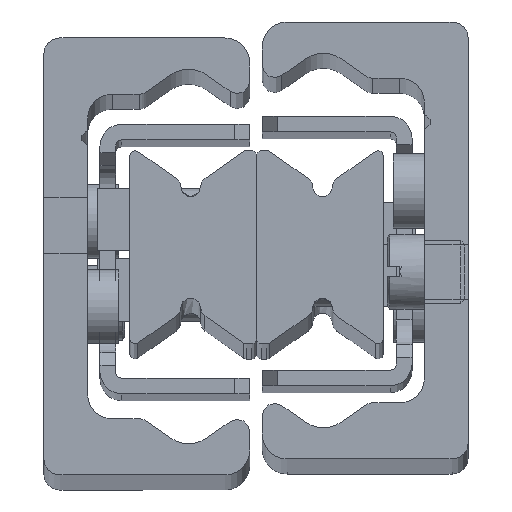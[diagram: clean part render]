
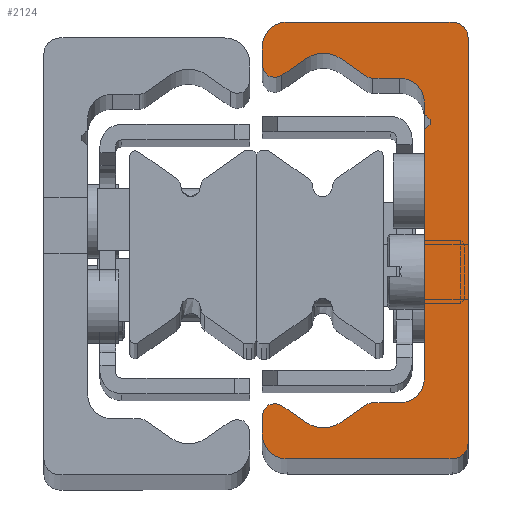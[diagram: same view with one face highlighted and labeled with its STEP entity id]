
A CAD part, top view. The second image highlights one B-rep face of the part: STEP entity #2124.
In plain terms, the highlighted face is planar.
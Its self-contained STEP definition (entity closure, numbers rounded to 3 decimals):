
#1129=CARTESIAN_POINT('',(-0.001,1.3,0.0));
#1130=VERTEX_POINT('',#1129);
#1137=CARTESIAN_POINT('',(1.299,0.,0.0));
#1138=VERTEX_POINT('',#1137);
#1139=CARTESIAN_POINT('',(1.299,1.3,0.0));
#1140=DIRECTION('',(0.0,0.0,1.0));
#1141=DIRECTION('',(-1.0,0.0,0.0));
#1142=AXIS2_PLACEMENT_3D('',#1139,#1140,#1141);
#1143=CIRCLE('',#1142,1.3);
#1144=EDGE_CURVE('',#1130,#1138,#1143,.T.);
#1168=CARTESIAN_POINT('',(-0.001,33.7,0.0));
#1169=VERTEX_POINT('',#1168);
#1176=CARTESIAN_POINT('',(-0.001,33.7,0.0));
#1177=DIRECTION('',(0.0,-1.0,0.0));
#1178=VECTOR('',#1177,32.4);
#1179=LINE('',#1176,#1178);
#1180=EDGE_CURVE('',#1169,#1130,#1179,.T.);
#1239=CARTESIAN_POINT('',(1.299,35.0,0.0));
#1240=VERTEX_POINT('',#1239);
#1247=CARTESIAN_POINT('',(1.299,33.7,0.0));
#1248=DIRECTION('',(0.0,0.0,1.0));
#1249=DIRECTION('',(0.0,1.0,0.0));
#1250=AXIS2_PLACEMENT_3D('',#1247,#1248,#1249);
#1251=CIRCLE('',#1250,1.3);
#1252=EDGE_CURVE('',#1240,#1169,#1251,.T.);
#1271=CARTESIAN_POINT('',(14.499,35.0,0.0));
#1272=VERTEX_POINT('',#1271);
#1279=CARTESIAN_POINT('',(14.499,35.0,0.0));
#1280=DIRECTION('',(-1.0,0.0,0.0));
#1281=VECTOR('',#1280,13.2);
#1282=LINE('',#1279,#1281);
#1283=EDGE_CURVE('',#1272,#1240,#1282,.T.);
#1303=CARTESIAN_POINT('',(16.499,33.0,0.0));
#1304=VERTEX_POINT('',#1303);
#1311=CARTESIAN_POINT('',(14.499,33.0,0.0));
#1312=DIRECTION('',(0.0,0.0,1.0));
#1313=DIRECTION('',(1.0,0.0,0.0));
#1314=AXIS2_PLACEMENT_3D('',#1311,#1312,#1313);
#1315=CIRCLE('',#1314,2.0);
#1316=EDGE_CURVE('',#1304,#1272,#1315,.T.);
#1335=CARTESIAN_POINT('',(16.499,31.542,0.0));
#1336=VERTEX_POINT('',#1335);
#1343=CARTESIAN_POINT('',(16.499,31.542,0.0));
#1344=DIRECTION('',(0.0,1.0,0.0));
#1345=VECTOR('',#1344,1.458);
#1346=LINE('',#1343,#1345);
#1347=EDGE_CURVE('',#1336,#1304,#1346,.T.);
#1367=CARTESIAN_POINT('',(14.926,30.723,0.0));
#1368=VERTEX_POINT('',#1367);
#1375=CARTESIAN_POINT('',(15.499,31.542,0.0));
#1376=DIRECTION('',(0.0,0.0,1.0));
#1377=DIRECTION('',(-0.574,-0.819,0.0));
#1378=AXIS2_PLACEMENT_3D('',#1375,#1376,#1377);
#1379=CIRCLE('',#1378,1.);
#1380=EDGE_CURVE('',#1368,#1336,#1379,.T.);
#1399=CARTESIAN_POINT('',(13.033,32.048,0.0));
#1400=VERTEX_POINT('',#1399);
#1407=CARTESIAN_POINT('',(13.033,32.048,0.0));
#1408=DIRECTION('',(0.819,-0.574,0.0));
#1409=VECTOR('',#1408,2.31);
#1410=LINE('',#1407,#1409);
#1411=EDGE_CURVE('',#1400,#1368,#1410,.T.);
#1431=CARTESIAN_POINT('',(10.165,32.048,0.0));
#1432=VERTEX_POINT('',#1431);
#1439=CARTESIAN_POINT('',(11.599,30.0,0.0));
#1440=DIRECTION('',(0.0,0.0,-1.));
#1441=DIRECTION('',(-0.574,-0.819,0.0));
#1442=AXIS2_PLACEMENT_3D('',#1439,#1440,#1441);
#1443=CIRCLE('',#1442,2.5);
#1444=EDGE_CURVE('',#1432,#1400,#1443,.T.);
#1463=CARTESIAN_POINT('',(8.213,30.681,0.0));
#1464=VERTEX_POINT('',#1463);
#1471=CARTESIAN_POINT('',(8.213,30.681,0.0));
#1472=DIRECTION('',(0.819,0.574,0.0));
#1473=VECTOR('',#1472,2.383);
#1474=LINE('',#1471,#1473);
#1475=EDGE_CURVE('',#1464,#1432,#1474,.T.);
#1495=CARTESIAN_POINT('',(7.64,30.5,0.0));
#1496=VERTEX_POINT('',#1495);
#1503=CARTESIAN_POINT('',(7.64,31.5,0.0));
#1504=DIRECTION('',(0.0,0.0,1.0));
#1505=DIRECTION('',(0.0,-1.0,0.0));
#1506=AXIS2_PLACEMENT_3D('',#1503,#1504,#1505);
#1507=CIRCLE('',#1506,1.);
#1508=EDGE_CURVE('',#1496,#1464,#1507,.T.);
#1527=CARTESIAN_POINT('',(5.499,30.5,0.0));
#1528=VERTEX_POINT('',#1527);
#1535=CARTESIAN_POINT('',(5.499,30.5,0.0));
#1536=DIRECTION('',(1.0,0.0,0.0));
#1537=VECTOR('',#1536,2.14);
#1538=LINE('',#1535,#1537);
#1539=EDGE_CURVE('',#1528,#1496,#1538,.T.);
#1559=CARTESIAN_POINT('',(3.499,28.5,0.0));
#1560=VERTEX_POINT('',#1559);
#1567=CARTESIAN_POINT('',(5.499,28.5,0.0));
#1568=DIRECTION('',(0.0,0.0,-1.0));
#1569=DIRECTION('',(0.0,-1.0,0.0));
#1570=AXIS2_PLACEMENT_3D('',#1567,#1568,#1569);
#1571=CIRCLE('',#1570,2.0);
#1572=EDGE_CURVE('',#1560,#1528,#1571,.T.);
#1591=CARTESIAN_POINT('',(3.499,27.671,0.0));
#1592=VERTEX_POINT('',#1591);
#1599=CARTESIAN_POINT('',(3.499,27.671,0.0));
#1600=DIRECTION('',(0.0,1.0,0.0));
#1601=VECTOR('',#1600,0.829);
#1602=LINE('',#1599,#1601);
#1603=EDGE_CURVE('',#1592,#1560,#1602,.T.);
#1623=CARTESIAN_POINT('',(3.357,27.479,0.0));
#1624=VERTEX_POINT('',#1623);
#1631=CARTESIAN_POINT('',(3.299,27.671,0.0));
#1632=DIRECTION('',(0.0,0.0,1.0));
#1633=DIRECTION('',(0.286,-0.958,0.0));
#1634=AXIS2_PLACEMENT_3D('',#1631,#1632,#1633);
#1635=CIRCLE('',#1634,0.2);
#1636=EDGE_CURVE('',#1624,#1592,#1635,.T.);
#1656=CARTESIAN_POINT('',(3.357,26.521,0.0));
#1657=VERTEX_POINT('',#1656);
#1664=CARTESIAN_POINT('',(3.499,27.0,0.0));
#1665=DIRECTION('',(0.0,0.0,-1.));
#1666=DIRECTION('',(0.286,-0.958,0.0));
#1667=AXIS2_PLACEMENT_3D('',#1664,#1665,#1666);
#1668=CIRCLE('',#1667,0.5);
#1669=EDGE_CURVE('',#1657,#1624,#1668,.T.);
#1689=CARTESIAN_POINT('',(3.499,26.329,0.0));
#1690=VERTEX_POINT('',#1689);
#1697=CARTESIAN_POINT('',(3.299,26.329,0.0));
#1698=DIRECTION('',(0.0,0.0,1.0));
#1699=DIRECTION('',(1.0,0.0,0.0));
#1700=AXIS2_PLACEMENT_3D('',#1697,#1698,#1699);
#1701=CIRCLE('',#1700,0.2);
#1702=EDGE_CURVE('',#1690,#1657,#1701,.T.);
#1721=CARTESIAN_POINT('',(3.499,6.5,0.0));
#1722=VERTEX_POINT('',#1721);
#1729=CARTESIAN_POINT('',(3.499,6.5,0.0));
#1730=DIRECTION('',(0.0,1.0,0.0));
#1731=VECTOR('',#1730,19.829);
#1732=LINE('',#1729,#1731);
#1733=EDGE_CURVE('',#1722,#1690,#1732,.T.);
#1792=CARTESIAN_POINT('',(5.499,4.5,0.0));
#1793=VERTEX_POINT('',#1792);
#1800=CARTESIAN_POINT('',(5.499,6.5,0.0));
#1801=DIRECTION('',(0.0,0.0,-1.0));
#1802=DIRECTION('',(1.0,0.0,0.0));
#1803=AXIS2_PLACEMENT_3D('',#1800,#1801,#1802);
#1804=CIRCLE('',#1803,2.0);
#1805=EDGE_CURVE('',#1793,#1722,#1804,.T.);
#1824=CARTESIAN_POINT('',(7.64,4.5,0.0));
#1825=VERTEX_POINT('',#1824);
#1832=CARTESIAN_POINT('',(7.64,4.5,0.0));
#1833=DIRECTION('',(-1.0,0.0,0.0));
#1834=VECTOR('',#1833,2.14);
#1835=LINE('',#1832,#1834);
#1836=EDGE_CURVE('',#1825,#1793,#1835,.T.);
#1856=CARTESIAN_POINT('',(8.213,4.319,0.0));
#1857=VERTEX_POINT('',#1856);
#1864=CARTESIAN_POINT('',(7.64,3.5,0.0));
#1865=DIRECTION('',(0.0,0.0,1.0));
#1866=DIRECTION('',(0.574,0.819,0.0));
#1867=AXIS2_PLACEMENT_3D('',#1864,#1865,#1866);
#1868=CIRCLE('',#1867,1.);
#1869=EDGE_CURVE('',#1857,#1825,#1868,.T.);
#1888=CARTESIAN_POINT('',(10.165,2.952,0.0));
#1889=VERTEX_POINT('',#1888);
#1896=CARTESIAN_POINT('',(10.165,2.952,0.0));
#1897=DIRECTION('',(-0.819,0.574,0.0));
#1898=VECTOR('',#1897,2.383);
#1899=LINE('',#1896,#1898);
#1900=EDGE_CURVE('',#1889,#1857,#1899,.T.);
#1920=CARTESIAN_POINT('',(13.033,2.952,0.0));
#1921=VERTEX_POINT('',#1920);
#1928=CARTESIAN_POINT('',(11.599,5.,0.0));
#1929=DIRECTION('',(0.0,0.0,-1.));
#1930=DIRECTION('',(0.574,0.819,0.0));
#1931=AXIS2_PLACEMENT_3D('',#1928,#1929,#1930);
#1932=CIRCLE('',#1931,2.5);
#1933=EDGE_CURVE('',#1921,#1889,#1932,.T.);
#1952=CARTESIAN_POINT('',(14.926,4.277,0.0));
#1953=VERTEX_POINT('',#1952);
#1960=CARTESIAN_POINT('',(14.926,4.277,0.0));
#1961=DIRECTION('',(-0.819,-0.574,0.0));
#1962=VECTOR('',#1961,2.31);
#1963=LINE('',#1960,#1962);
#1964=EDGE_CURVE('',#1953,#1921,#1963,.T.);
#1984=CARTESIAN_POINT('',(16.499,3.458,0.0));
#1985=VERTEX_POINT('',#1984);
#1992=CARTESIAN_POINT('',(15.499,3.458,0.0));
#1993=DIRECTION('',(0.0,0.0,1.0));
#1994=DIRECTION('',(1.0,0.0,0.0));
#1995=AXIS2_PLACEMENT_3D('',#1992,#1993,#1994);
#1996=CIRCLE('',#1995,1.);
#1997=EDGE_CURVE('',#1985,#1953,#1996,.T.);
#2016=CARTESIAN_POINT('',(16.499,2.,0.0));
#2017=VERTEX_POINT('',#2016);
#2024=CARTESIAN_POINT('',(16.499,2.,0.0));
#2025=DIRECTION('',(0.0,1.0,0.0));
#2026=VECTOR('',#2025,1.458);
#2027=LINE('',#2024,#2026);
#2028=EDGE_CURVE('',#2017,#1985,#2027,.T.);
#2048=CARTESIAN_POINT('',(14.499,0.,0.0));
#2049=VERTEX_POINT('',#2048);
#2056=CARTESIAN_POINT('',(14.499,2.,0.0));
#2057=DIRECTION('',(0.0,0.0,1.0));
#2058=DIRECTION('',(0.0,-1.0,0.0));
#2059=AXIS2_PLACEMENT_3D('',#2056,#2057,#2058);
#2060=CIRCLE('',#2059,2.0);
#2061=EDGE_CURVE('',#2049,#2017,#2060,.T.);
#2079=CARTESIAN_POINT('',(1.299,0.,0.0));
#2080=DIRECTION('',(1.0,0.0,0.0));
#2081=VECTOR('',#2080,13.2);
#2082=LINE('',#2079,#2081);
#2083=EDGE_CURVE('',#1138,#2049,#2082,.T.);
#2089=CARTESIAN_POINT('',(5.933,17.534,0.0));
#2090=DIRECTION('',(0.0,0.0,1.0));
#2091=DIRECTION('',(1.0,0.0,0.0));
#2092=AXIS2_PLACEMENT_3D('',#2089,#2090,#2091);
#2093=PLANE('',#2092);
#2094=ORIENTED_EDGE('',*,*,#2083,.F.);
#2095=ORIENTED_EDGE('',*,*,#1144,.F.);
#2096=ORIENTED_EDGE('',*,*,#1180,.F.);
#2097=ORIENTED_EDGE('',*,*,#1252,.F.);
#2098=ORIENTED_EDGE('',*,*,#1283,.F.);
#2099=ORIENTED_EDGE('',*,*,#1316,.F.);
#2100=ORIENTED_EDGE('',*,*,#1347,.F.);
#2101=ORIENTED_EDGE('',*,*,#1380,.F.);
#2102=ORIENTED_EDGE('',*,*,#1411,.F.);
#2103=ORIENTED_EDGE('',*,*,#1444,.F.);
#2104=ORIENTED_EDGE('',*,*,#1475,.F.);
#2105=ORIENTED_EDGE('',*,*,#1508,.F.);
#2106=ORIENTED_EDGE('',*,*,#1539,.F.);
#2107=ORIENTED_EDGE('',*,*,#1572,.F.);
#2108=ORIENTED_EDGE('',*,*,#1603,.F.);
#2109=ORIENTED_EDGE('',*,*,#1636,.F.);
#2110=ORIENTED_EDGE('',*,*,#1669,.F.);
#2111=ORIENTED_EDGE('',*,*,#1702,.F.);
#2112=ORIENTED_EDGE('',*,*,#1733,.F.);
#2113=ORIENTED_EDGE('',*,*,#1805,.F.);
#2114=ORIENTED_EDGE('',*,*,#1836,.F.);
#2115=ORIENTED_EDGE('',*,*,#1869,.F.);
#2116=ORIENTED_EDGE('',*,*,#1900,.F.);
#2117=ORIENTED_EDGE('',*,*,#1933,.F.);
#2118=ORIENTED_EDGE('',*,*,#1964,.F.);
#2119=ORIENTED_EDGE('',*,*,#1997,.F.);
#2120=ORIENTED_EDGE('',*,*,#2028,.F.);
#2121=ORIENTED_EDGE('',*,*,#2061,.F.);
#2122=EDGE_LOOP('',(#2094,#2095,#2096,#2097,#2098,#2099,#2100,#2101,#2102,#2103,#2104,#2105,#2106,#2107,#2108,#2109,#2110,#2111,#2112,#2113,#2114,#2115,#2116,#2117,#2118,#2119,#2120,#2121));
#2123=FACE_OUTER_BOUND('',#2122,.T.);
#2124=ADVANCED_FACE('',(#2123),#2093,.F.);
